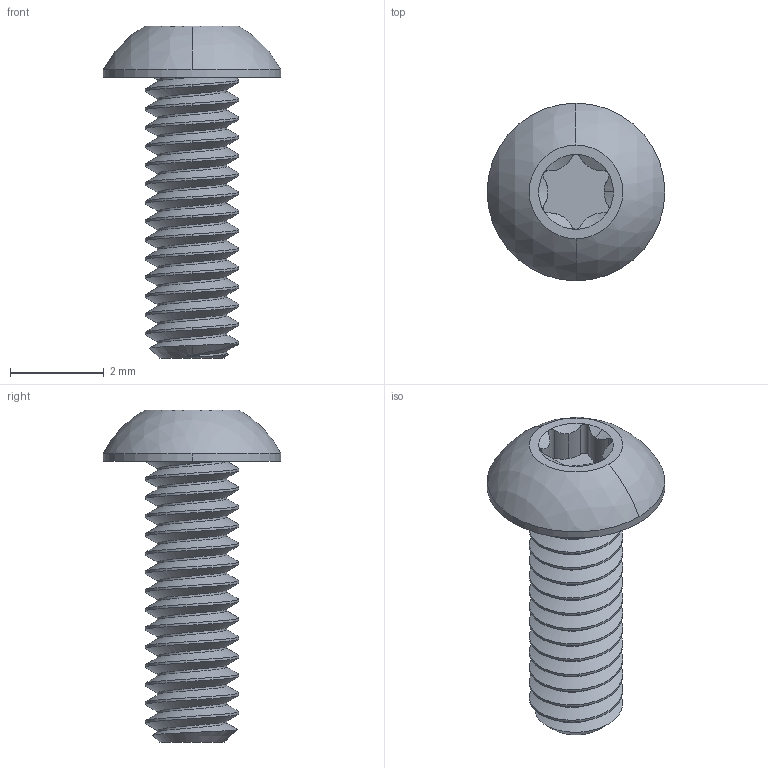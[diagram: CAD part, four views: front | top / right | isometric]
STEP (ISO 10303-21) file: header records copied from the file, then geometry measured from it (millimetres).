
FILE_DESCRIPTION (( 'STEP AP203' ), '1' );
FILE_NAME ('90910A922.step', '2017-04-20T17:12:56', ( '' ), ( '' ), 'SwSTEP 2.0', 'SolidWorks 2014', '' );
FILE_SCHEMA (( 'CONFIG_CONTROL_DESIGN' ));
Length unit declared in the file: millimetre
Products named in the file (1): 90910A922
Bounding box: 3.8 x 3.8 x 7.1 mm (x, y, z)
Volume: 22.2 mm3; surface area: 88.7 mm2
Topology: 1 solids, 1 shells, 68 faces, 185 edges, 121 vertices
Faces by surface type: cylinder 49, cone 10, plane 4, bspline 3, sphere 2
Entity records: 4076 total; most frequent: CARTESIAN_POINT 2502, ORIENTED_EDGE 370, DIRECTION 262, EDGE_CURVE 185, VERTEX_POINT 121, AXIS2_PLACEMENT_3D 105, EDGE_LOOP 70, FACE_OUTER_BOUND 68
